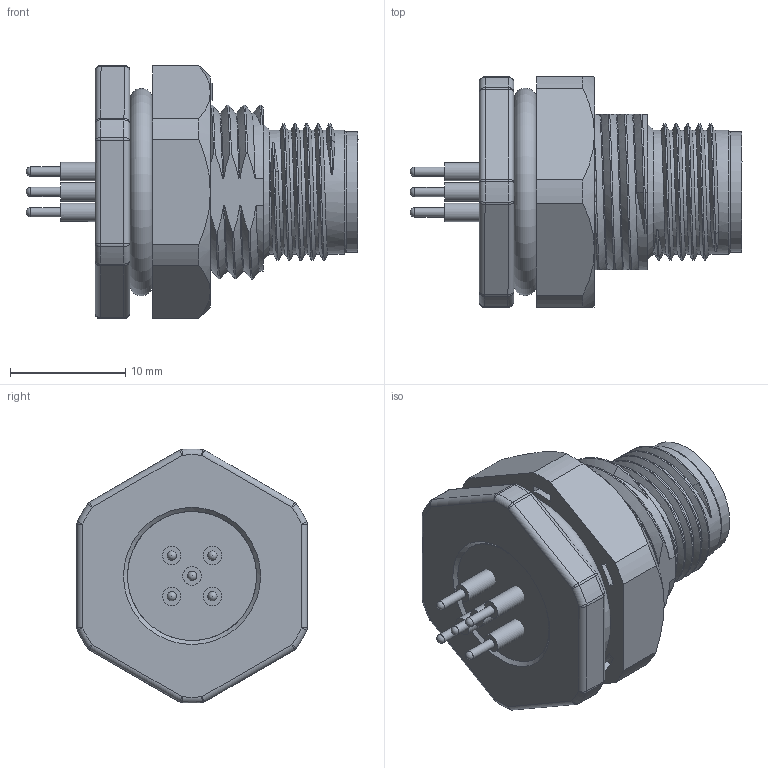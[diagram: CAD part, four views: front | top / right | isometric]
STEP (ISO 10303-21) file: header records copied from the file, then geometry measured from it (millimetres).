
FILE_DESCRIPTION(/* description */ ('Unknown'),/* implementation_level */ '2;1');
FILE_NAME(/* name */ '643210100605',/* time_stamp */ '2022-09-19T09:17:20+02:00',/* author */ ('Unknown'),/* organization */ ('Unknown'),/* preprocessor_version */ 'ST-DEVELOPER v16.7',/* originating_system */ 'Solid Edge',/* authorisation */ 'Unknown');
FILE_SCHEMA (('AUTOMOTIVE_DESIGN {1 0 10303 214 3 1 1}'));
Length unit declared in the file: millimetre
Products named in the file (7): 6432101006xx; 643110100405; 6432101006xx_Shell; 6432101004xx_Pin; 6432101004xx_Resin; 643xx01004xx_Panel O-Ring; 6432x01006xx_Panel Nut
Assembly tree (10 placements, depth 2):
  6432101006xx
    643110100405
    6432101006xx_Shell
    6432101004xx_Pin  x5
    6432101004xx_Resin
    643xx01004xx_Panel O-Ring
    6432x01006xx_Panel Nut
Bounding box: 28.81 x 20.01 x 22.02 mm (x, y, z)
Volume: 4230.5 mm3; surface area: 6137.1 mm2
Topology: 10 solids, 10 shells, 719 faces, 1789 edges, 1149 vertices
Faces by surface type: plane 335, cylinder 193, bspline 66, cone 50, torus 46, sphere 29
Full cylindrical faces by diameter (mm): 0.8 x5, 1 x10, 1.3 x10, 1.4 x20, 1.5 x15, 1.6 x5, 1.7 x10, 8.3 x1, 9.34 x1, 9.44 x1, 9.5 x1, 9.55 x1, 10.45 x1, 10.76 x5, 11.2 x1, 15.24 x2
Entity records: 22278 total; most frequent: CARTESIAN_POINT 8298, ORIENTED_EDGE 2900, DIRECTION 2676, EDGE_CURVE 1450, VERTEX_POINT 973, AXIS2_PLACEMENT_3D 926, LINE 824, VECTOR 824
